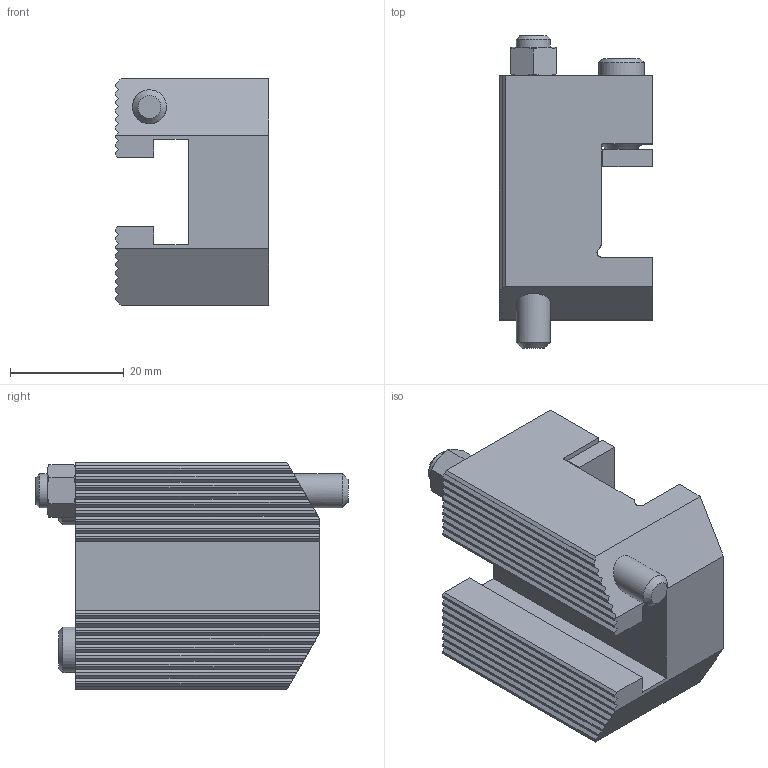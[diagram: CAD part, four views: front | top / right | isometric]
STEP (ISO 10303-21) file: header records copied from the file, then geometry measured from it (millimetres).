
FILE_DESCRIPTION(/* description */ (''),/* implementation_level */ '2;1');
FILE_NAME(/* name */ 'W9990073A_stp.stp',/* time_stamp */ '2009-06-18T11:14:25+02:00',/* author */ (''),/* organization */ (''),/* preprocessor_version */ 'ST-DEVELOPER v11',/* originating_system */ 'UGS - NX 5.0',/* authorisation */ '');
FILE_SCHEMA (('AUTOMOTIVE_DESIGN { 1 0 10303 214 0 1 1 1 }'));
Length unit declared in the file: millimetre
Products named in the file (1): krue3BF1f4o4
Bounding box: 27 x 55 x 40 mm (x, y, z)
Volume: 30915.9 mm3; surface area: 10876.4 mm2
Topology: 1 solids, 1 shells, 144 faces, 401 edges, 267 vertices
Faces by surface type: plane 115, cone 18, cylinder 9, bspline 2
Full cylindrical faces by diameter (mm): 3.8 x1, 6 x2, 8 x2
Entity records: 4603 total; most frequent: CARTESIAN_POINT 980, ORIENTED_EDGE 770, DIRECTION 677, EDGE_CURVE 385, LINE 315, VECTOR 315, VERTEX_POINT 262, AXIS2_PLACEMENT_3D 181
